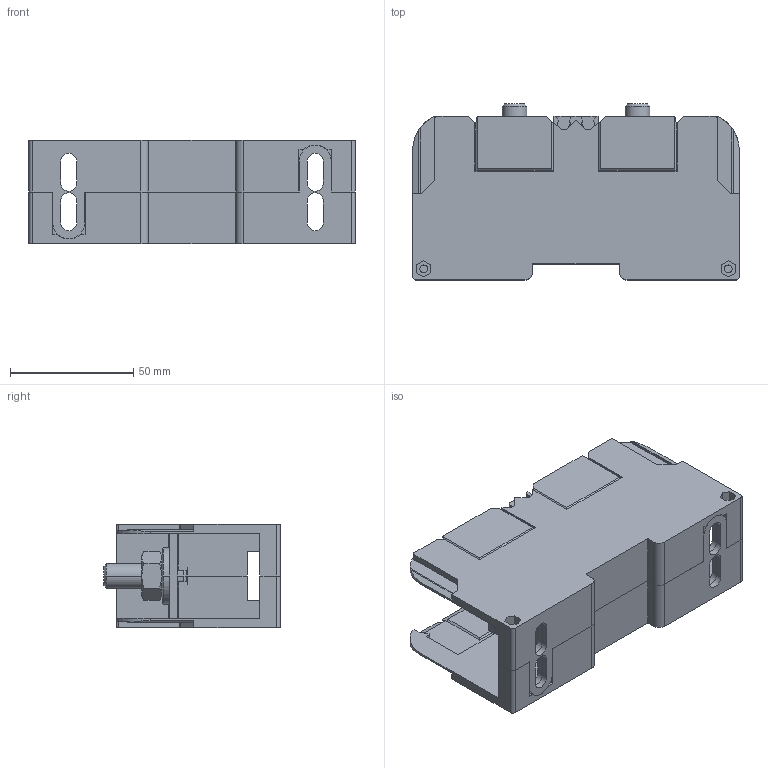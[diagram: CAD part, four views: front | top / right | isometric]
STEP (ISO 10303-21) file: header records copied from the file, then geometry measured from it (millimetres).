
FILE_DESCRIPTION((''),'2;1');
FILE_NAME('HSK1200_STEP_ASM','2013-10-25T',('Martin Stollburges'),(''),'PRO/ENGINEER BY PARAMETRIC TECHNOLOGY CORPORATION, 2013130','PRO/ENGINEER BY PARAMETRIC TECHNOLOGY CORPORATION, 2013130','');
FILE_SCHEMA(('CONFIG_CONTROL_DESIGN'));
Length unit declared in the file: millimetre
Products named in the file (7): HSK1200_SKEL; HSK1200_STS; SM100X30_RI; SCHEIBE_DIN6796_M10; DIN934_M10; HSK1200_ISO_STEP; HSK1200_STEP_ASM
Assembly tree (10 placements, depth 2):
  HSK1200_STEP_ASM
    HSK1200_SKEL
    HSK1200_STS
    SM100X30_RI  x2
    SCHEIBE_DIN6796_M10  x2
    DIN934_M10  x2
    HSK1200_ISO_STEP  x2
Bounding box: 132.5 x 71.5 x 42 mm (x, y, z)
Volume: 176531.4 mm3; surface area: 71445.7 mm2
Topology: 9 solids, 9 shells, 960 faces, 2740 edges, 1808 vertices
Faces by surface type: plane 588, cylinder 272, cone 92, sphere 8
Entity records: 16360 total; most frequent: CARTESIAN_POINT 3398, ORIENTED_EDGE 2764, DIRECTION 2602, EDGE_CURVE 1382, VECTOR 954, LINE 954, VERTEX_POINT 912, AXIS2_PLACEMENT_3D 824
